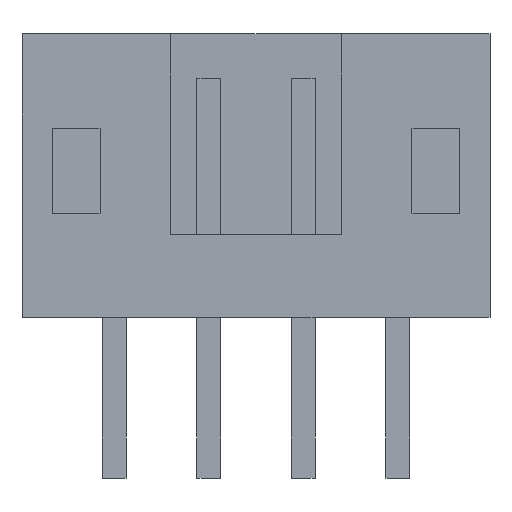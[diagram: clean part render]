
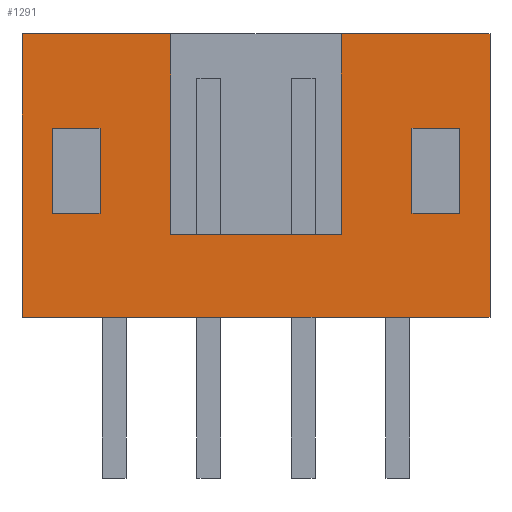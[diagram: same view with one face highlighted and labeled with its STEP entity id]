
A CAD part, front view. The second image highlights one B-rep face of the part: STEP entity #1291.
In plain terms, the highlighted planar face has unit normal (0, -1, 0).
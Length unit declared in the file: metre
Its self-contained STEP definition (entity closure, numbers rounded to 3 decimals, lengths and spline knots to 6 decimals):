
#78=ORIENTED_EDGE('',*,*,#375,.F.);
#79=ORIENTED_EDGE('',*,*,#438,.F.);
#80=ORIENTED_EDGE('',*,*,#429,.F.);
#81=ORIENTED_EDGE('',*,*,#439,.T.);
#82=ORIENTED_EDGE('',*,*,#401,.T.);
#83=ORIENTED_EDGE('',*,*,#440,.F.);
#84=ORIENTED_EDGE('',*,*,#441,.F.);
#85=ORIENTED_EDGE('',*,*,#442,.F.);
#86=ORIENTED_EDGE('',*,*,#443,.T.);
#87=ORIENTED_EDGE('',*,*,#431,.T.);
#88=ORIENTED_EDGE('',*,*,#444,.F.);
#89=ORIENTED_EDGE('',*,*,#445,.T.);
#90=ORIENTED_EDGE('',*,*,#446,.T.);
#91=ORIENTED_EDGE('',*,*,#435,.T.);
#92=ORIENTED_EDGE('',*,*,#447,.F.);
#93=ORIENTED_EDGE('',*,*,#448,.T.);
#375=EDGE_CURVE('',#555,#553,#675,.T.);
#401=EDGE_CURVE('',#582,#580,#701,.T.);
#429=EDGE_CURVE('',#609,#605,#729,.T.);
#431=EDGE_CURVE('',#612,#610,#731,.T.);
#435=EDGE_CURVE('',#616,#614,#735,.T.);
#438=EDGE_CURVE('',#605,#555,#738,.T.);
#439=EDGE_CURVE('',#609,#582,#739,.T.);
#440=EDGE_CURVE('',#618,#580,#740,.T.);
#441=EDGE_CURVE('',#619,#618,#741,.T.);
#442=EDGE_CURVE('',#553,#619,#742,.T.);
#443=EDGE_CURVE('',#620,#612,#743,.T.);
#444=EDGE_CURVE('',#621,#610,#744,.T.);
#445=EDGE_CURVE('',#621,#620,#745,.T.);
#446=EDGE_CURVE('',#622,#616,#746,.T.);
#447=EDGE_CURVE('',#623,#614,#747,.T.);
#448=EDGE_CURVE('',#623,#622,#748,.T.);
#553=VERTEX_POINT('',#1924);
#555=VERTEX_POINT('',#1928);
#580=VERTEX_POINT('',#1980);
#582=VERTEX_POINT('',#1983);
#605=VERTEX_POINT('',#2031);
#609=VERTEX_POINT('',#2039);
#610=VERTEX_POINT('',#2043);
#612=VERTEX_POINT('',#2046);
#614=VERTEX_POINT('',#2052);
#616=VERTEX_POINT('',#2055);
#618=VERTEX_POINT('',#2063);
#619=VERTEX_POINT('',#2065);
#620=VERTEX_POINT('',#2068);
#621=VERTEX_POINT('',#2070);
#622=VERTEX_POINT('',#2073);
#623=VERTEX_POINT('',#2075);
#675=LINE('',#1929,#855);
#701=LINE('',#1982,#881);
#729=LINE('',#2040,#909);
#731=LINE('',#2045,#911);
#735=LINE('',#2054,#915);
#738=LINE('',#2060,#918);
#739=LINE('',#2061,#919);
#740=LINE('',#2062,#920);
#741=LINE('',#2064,#921);
#742=LINE('',#2066,#922);
#743=LINE('',#2067,#923);
#744=LINE('',#2069,#924);
#745=LINE('',#2071,#925);
#746=LINE('',#2072,#926);
#747=LINE('',#2074,#927);
#748=LINE('',#2076,#928);
#855=VECTOR('',#1609,1.);
#881=VECTOR('',#1637,1.);
#909=VECTOR('',#1669,1.);
#911=VECTOR('',#1673,1.);
#915=VECTOR('',#1679,1.);
#918=VECTOR('',#1684,1.);
#919=VECTOR('',#1685,1.);
#920=VECTOR('',#1686,1.);
#921=VECTOR('',#1687,1.);
#922=VECTOR('',#1688,1.);
#923=VECTOR('',#1689,1.);
#924=VECTOR('',#1690,1.);
#925=VECTOR('',#1691,1.);
#926=VECTOR('',#1692,1.);
#927=VECTOR('',#1693,1.);
#928=VECTOR('',#1694,1.);
#1046=EDGE_LOOP('',(#78,#79,#80,#81,#82,#83,#84,#85));
#1047=EDGE_LOOP('',(#86,#87,#88,#89));
#1048=EDGE_LOOP('',(#90,#91,#92,#93));
#1124=FACE_BOUND('',#1046,.T.);
#1125=FACE_BOUND('',#1047,.T.);
#1126=FACE_BOUND('',#1048,.T.);
#1194=PLANE('',#1540);
#1291=ADVANCED_FACE('',(#1124,#1125,#1126),#1194,.T.);
#1540=AXIS2_PLACEMENT_3D('',#2059,#1682,#1683);
#1609=DIRECTION('',(-1.,0.,0.));
#1637=DIRECTION('',(-1.,0.,0.));
#1669=DIRECTION('',(1.,0.,0.));
#1673=DIRECTION('',(-1.,0.,0.));
#1679=DIRECTION('',(0.,0.,-1.));
#1682=DIRECTION('',(0.,-1.,0.));
#1683=DIRECTION('',(1.,0.,0.));
#1684=DIRECTION('',(0.,0.,-1.));
#1685=DIRECTION('',(0.,0.,-1.));
#1686=DIRECTION('',(0.,0.,-1.));
#1687=DIRECTION('',(1.,0.,0.));
#1688=DIRECTION('',(0.,0.,1.));
#1689=DIRECTION('',(0.,0.,-1.));
#1690=DIRECTION('',(0.,0.,-1.));
#1691=DIRECTION('',(1.,0.,0.));
#1692=DIRECTION('',(1.,0.,0.));
#1693=DIRECTION('',(1.,0.,0.));
#1694=DIRECTION('',(0.,0.,1.));
#1924=CARTESIAN_POINT('',(-0.00795,-0.0017,0.));
#1928=CARTESIAN_POINT('',(0.00195,-0.0017,0.));
#1929=CARTESIAN_POINT('',(-0.0012,-0.0017,0.));
#1980=CARTESIAN_POINT('',(-0.0048,-0.0017,0.00175));
#1982=CARTESIAN_POINT('',(-0.0012,-0.0017,0.00175));
#1983=CARTESIAN_POINT('',(-0.0012,-0.0017,0.00175));
#2031=CARTESIAN_POINT('',(0.00195,-0.0017,0.006));
#2039=CARTESIAN_POINT('',(-0.0012,-0.0017,0.006));
#2040=CARTESIAN_POINT('',(0.0013,-0.0017,0.006));
#2043=CARTESIAN_POINT('',(0.0003,-0.0017,0.0022));
#2045=CARTESIAN_POINT('',(0.0013,-0.0017,0.0022));
#2046=CARTESIAN_POINT('',(0.0013,-0.0017,0.0022));
#2052=CARTESIAN_POINT('',(-0.0063,-0.0017,0.0022));
#2054=CARTESIAN_POINT('',(-0.0063,-0.0017,0.00175));
#2055=CARTESIAN_POINT('',(-0.0063,-0.0017,0.004));
#2059=CARTESIAN_POINT('',(-0.0012,-0.0017,0.00175));
#2060=CARTESIAN_POINT('',(0.00195,-0.0017,0.));
#2061=CARTESIAN_POINT('',(-0.0012,-0.0017,0.));
#2062=CARTESIAN_POINT('',(-0.0048,-0.0017,0.004));
#2063=CARTESIAN_POINT('',(-0.0048,-0.0017,0.006));
#2064=CARTESIAN_POINT('',(-0.0048,-0.0017,0.006));
#2065=CARTESIAN_POINT('',(-0.00795,-0.0017,0.006));
#2066=CARTESIAN_POINT('',(-0.00795,-0.0017,0.004));
#2067=CARTESIAN_POINT('',(0.0013,-0.0017,0.));
#2068=CARTESIAN_POINT('',(0.0013,-0.0017,0.004));
#2069=CARTESIAN_POINT('',(0.0003,-0.0017,0.004));
#2070=CARTESIAN_POINT('',(0.0003,-0.0017,0.004));
#2071=CARTESIAN_POINT('',(0.0013,-0.0017,0.004));
#2072=CARTESIAN_POINT('',(-0.0048,-0.0017,0.004));
#2073=CARTESIAN_POINT('',(-0.0073,-0.0017,0.004));
#2074=CARTESIAN_POINT('',(0.0013,-0.0017,0.0022));
#2075=CARTESIAN_POINT('',(-0.0073,-0.0017,0.0022));
#2076=CARTESIAN_POINT('',(-0.0073,-0.0017,0.004));
